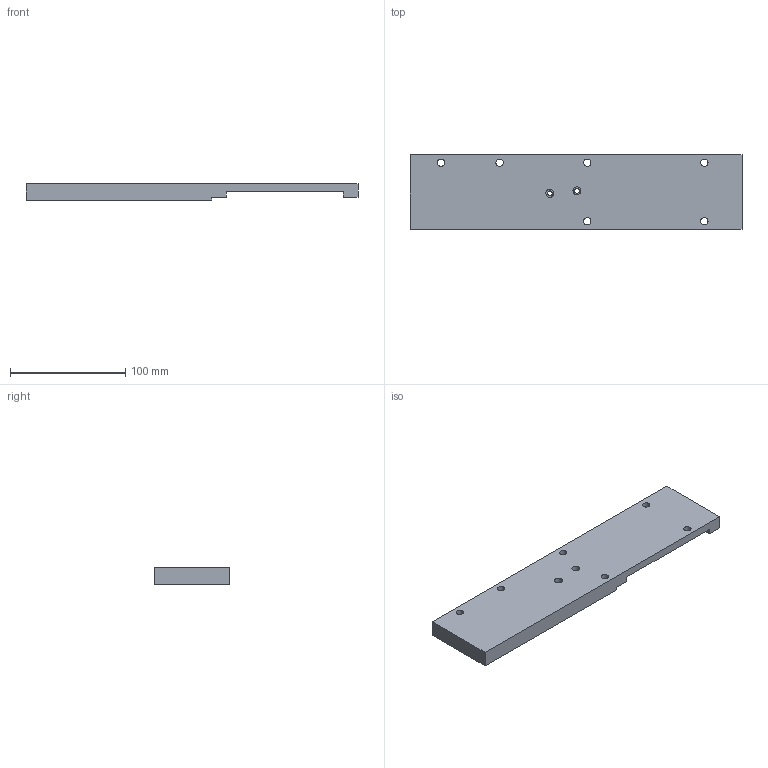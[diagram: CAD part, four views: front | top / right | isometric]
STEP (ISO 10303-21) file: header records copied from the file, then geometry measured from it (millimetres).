
FILE_DESCRIPTION(/* description */ (''),/* implementation_level */ '2;1');
FILE_NAME(/* name */ 'OBIS laser subassy shortened baseplate.stp',/* time_stamp */ '2022-05-25T17:43:47-04:00',/* author */ ('kk4764'),/* organization */ (''),/* preprocessor_version */ 'ST-DEVELOPER v18.1',/* originating_system */ 'Autodesk Inventor 2022',/* authorisation */ '');
FILE_SCHEMA (('AUTOMOTIVE_DESIGN { 1 0 10303 214 3 1 1 }'));
Length unit declared in the file: millimetre
Products named in the file (1): OBIS laser subassy shortened baseplate
Bounding box: 288.25 x 65 x 14.32 mm (x, y, z)
Volume: 211190.2 mm3; surface area: 48941.8 mm2
Topology: 1 solids, 1 shells, 48 faces, 112 edges, 72 vertices
Faces by surface type: cylinder 22, plane 18, cone 8
Full cylindrical faces by diameter (mm): 2.459 x4, 3.302 x4, 4.166 x2, 6.35 x6, 6.985 x2, 9.652 x4
Entity records: 1409 total; most frequent: DIRECTION 246, CARTESIAN_POINT 225, ORIENTED_EDGE 208, EDGE_CURVE 104, AXIS2_PLACEMENT_3D 93, EDGE_LOOP 78, VERTEX_POINT 72, LINE 60
